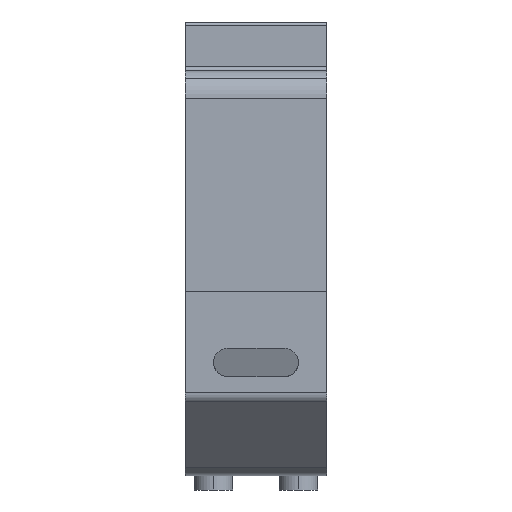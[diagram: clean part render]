
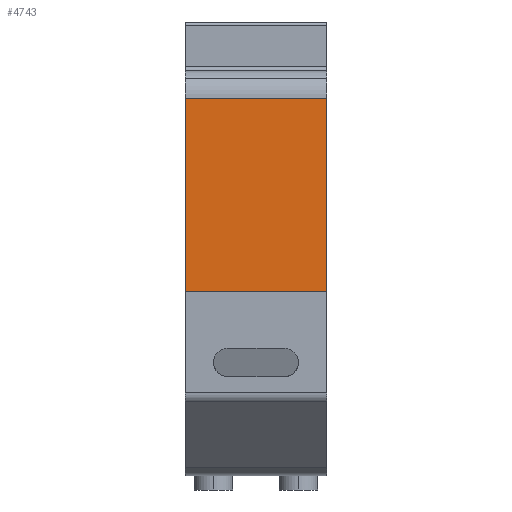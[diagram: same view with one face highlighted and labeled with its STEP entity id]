
A CAD part, left-side view. The second image highlights one B-rep face of the part: STEP entity #4743.
In plain terms, the highlighted planar face has unit normal (-1, 0, 0).
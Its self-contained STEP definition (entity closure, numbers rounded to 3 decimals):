
#80 = DIRECTION ( 'NONE',  ( 0., 0., 1. ) ) ;
#586 = EDGE_CURVE ( 'NONE', #7531, #5945, #2305, .T. ) ;
#1078 = ORIENTED_EDGE ( 'NONE', *, *, #586, .F. ) ;
#1260 = ORIENTED_EDGE ( 'NONE', *, *, #3898, .F. ) ;
#1290 = LINE ( 'NONE', #2891, #1761 ) ;
#1761 = VECTOR ( 'NONE', #2120, 1000. ) ;
#1973 = CARTESIAN_POINT ( 'NONE',  ( -38.003, -46.633, 26.65 ) ) ;
#2120 = DIRECTION ( 'NONE',  ( 0., -1., 0. ) ) ;
#2305 = LINE ( 'NONE', #5437, #5316 ) ;
#2548 = ORIENTED_EDGE ( 'NONE', *, *, #5840, .T. ) ;
#2789 = VECTOR ( 'NONE', #8669, 1000. ) ;
#2891 = CARTESIAN_POINT ( 'NONE',  ( -38.003, -41.633, 26.65 ) ) ;
#3176 = CARTESIAN_POINT ( 'NONE',  ( -38.003, -36.633, 26.65 ) ) ;
#3898 = EDGE_CURVE ( 'NONE', #5407, #7531, #1290, .T. ) ;
#4066 = CARTESIAN_POINT ( 'NONE',  ( -38.003, -41.633, 19.827 ) ) ;
#4682 = LINE ( 'NONE', #6349, #5053 ) ;
#4743 = ADVANCED_FACE ( 'NONE', ( #8030 ), #5616, .T. ) ;
#4791 = EDGE_CURVE ( 'NONE', #9451, #5407, #4682, .T. ) ;
#5053 = VECTOR ( 'NONE', #7829, 1000. ) ;
#5316 = VECTOR ( 'NONE', #8580, 1000. ) ;
#5407 = VERTEX_POINT ( 'NONE', #3176 ) ;
#5437 = CARTESIAN_POINT ( 'NONE',  ( -38.003, -46.633, 28.65 ) ) ;
#5526 = CARTESIAN_POINT ( 'NONE',  ( -38.003, -39.133, 13.003 ) ) ;
#5616 = PLANE ( 'NONE',  #6885 ) ;
#5840 = EDGE_CURVE ( 'NONE', #9451, #5945, #6257, .T. ) ;
#5945 = VERTEX_POINT ( 'NONE', #9798 ) ;
#6257 = LINE ( 'NONE', #5526, #2789 ) ;
#6349 = CARTESIAN_POINT ( 'NONE',  ( -38.003, -36.633, 11.003 ) ) ;
#6885 = AXIS2_PLACEMENT_3D ( 'NONE', #4066, #9585, #80 ) ;
#7531 = VERTEX_POINT ( 'NONE', #1973 ) ;
#7829 = DIRECTION ( 'NONE',  ( 0., 0., 1. ) ) ;
#8030 = FACE_OUTER_BOUND ( 'NONE', #9701, .T. ) ;
#8540 = ORIENTED_EDGE ( 'NONE', *, *, #4791, .F. ) ;
#8580 = DIRECTION ( 'NONE',  ( 0., 0., -1. ) ) ;
#8669 = DIRECTION ( 'NONE',  ( 0., -1., 0. ) ) ;
#8996 = CARTESIAN_POINT ( 'NONE',  ( -38.003, -36.633, 13.003 ) ) ;
#9451 = VERTEX_POINT ( 'NONE', #8996 ) ;
#9585 = DIRECTION ( 'NONE',  ( -1., 0., 0. ) ) ;
#9701 = EDGE_LOOP ( 'NONE', ( #1260, #8540, #2548, #1078 ) ) ;
#9798 = CARTESIAN_POINT ( 'NONE',  ( -38.003, -46.633, 13.003 ) ) ;
